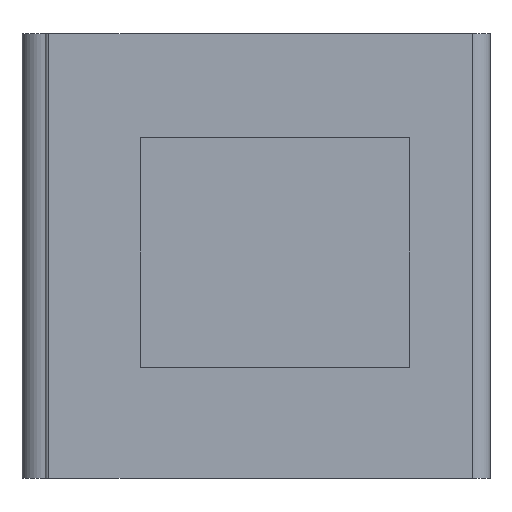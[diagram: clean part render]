
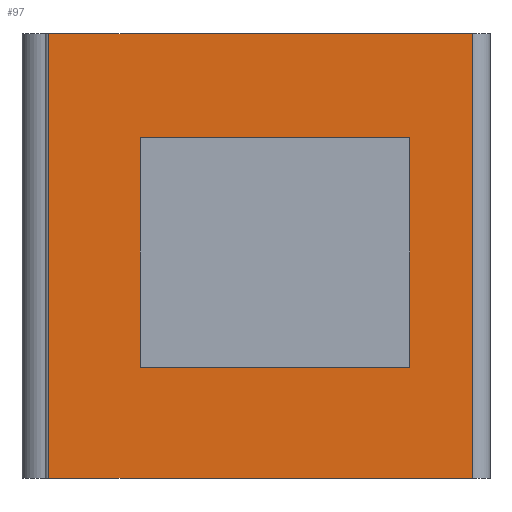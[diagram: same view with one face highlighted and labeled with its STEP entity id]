
A CAD part, front view. The second image highlights one B-rep face of the part: STEP entity #97.
In plain terms, the highlighted planar face has unit normal (0, -1, 0).
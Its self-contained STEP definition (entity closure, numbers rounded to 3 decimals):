
#97=ADVANCED_FACE('',(#156,#157),#129,.T.);
#129=PLANE('',#617);
#156=FACE_BOUND('',#160,.T.);
#157=FACE_BOUND('',#161,.T.);
#160=EDGE_LOOP('',(#194,#195,#196,#197));
#161=EDGE_LOOP('',(#198,#199,#200,#201));
#194=ORIENTED_EDGE('',*,*,#402,.F.);
#195=ORIENTED_EDGE('',*,*,#403,.T.);
#196=ORIENTED_EDGE('',*,*,#404,.T.);
#197=ORIENTED_EDGE('',*,*,#405,.T.);
#198=ORIENTED_EDGE('',*,*,#406,.T.);
#199=ORIENTED_EDGE('',*,*,#407,.T.);
#200=ORIENTED_EDGE('',*,*,#408,.T.);
#201=ORIENTED_EDGE('',*,*,#409,.T.);
#350=VERTEX_POINT('',#815);
#351=VERTEX_POINT('',#816);
#352=VERTEX_POINT('',#818);
#353=VERTEX_POINT('',#820);
#354=VERTEX_POINT('',#823);
#355=VERTEX_POINT('',#824);
#356=VERTEX_POINT('',#826);
#357=VERTEX_POINT('',#828);
#402=EDGE_CURVE('',#350,#351,#480,.T.);
#403=EDGE_CURVE('',#350,#352,#481,.T.);
#404=EDGE_CURVE('',#352,#353,#482,.T.);
#405=EDGE_CURVE('',#353,#351,#483,.T.);
#406=EDGE_CURVE('',#354,#355,#484,.T.);
#407=EDGE_CURVE('',#355,#356,#485,.T.);
#408=EDGE_CURVE('',#356,#357,#486,.T.);
#409=EDGE_CURVE('',#357,#354,#487,.T.);
#480=LINE('',#814,#548);
#481=LINE('',#817,#549);
#482=LINE('',#819,#550);
#483=LINE('',#821,#551);
#484=LINE('',#822,#552);
#485=LINE('',#825,#553);
#486=LINE('',#827,#554);
#487=LINE('',#829,#555);
#548=VECTOR('',#661,1.);
#549=VECTOR('',#662,1.);
#550=VECTOR('',#663,1.);
#551=VECTOR('',#664,1.);
#552=VECTOR('',#665,1.);
#553=VECTOR('',#666,1.);
#554=VECTOR('',#667,1.);
#555=VECTOR('',#668,1.);
#617=AXIS2_PLACEMENT_3D('',#830,#669,#670);
#661=DIRECTION('',(-1.,0.,0.));
#662=DIRECTION('',(0.,0.,1.));
#663=DIRECTION('',(-1.,0.,0.));
#664=DIRECTION('',(0.,0.,-1.));
#665=DIRECTION('',(0.,0.,1.));
#666=DIRECTION('',(1.,0.,0.));
#667=DIRECTION('',(0.,0.,-1.));
#668=DIRECTION('',(-1.,0.,0.));
#669=DIRECTION('',(0.,-1.,0.));
#670=DIRECTION('',(1.,0.,0.));
#814=CARTESIAN_POINT('',(380.,-25.,0.));
#815=CARTESIAN_POINT('',(365.,-25.,0.));
#816=CARTESIAN_POINT('',(3.,-25.,0.));
#817=CARTESIAN_POINT('',(365.,-25.,380.));
#818=CARTESIAN_POINT('',(365.,-25.,380.));
#819=CARTESIAN_POINT('',(380.,-25.,380.));
#820=CARTESIAN_POINT('',(3.,-25.,380.));
#821=CARTESIAN_POINT('',(3.,-25.,380.));
#822=CARTESIAN_POINT('',(81.078,-25.,95.));
#823=CARTESIAN_POINT('',(81.078,-25.,95.));
#824=CARTESIAN_POINT('',(81.078,-25.,290.98));
#825=CARTESIAN_POINT('',(81.078,-25.,290.98));
#826=CARTESIAN_POINT('',(311.485,-25.,290.98));
#827=CARTESIAN_POINT('',(311.485,-25.,290.98));
#828=CARTESIAN_POINT('',(311.485,-25.,95.));
#829=CARTESIAN_POINT('',(311.485,-25.,95.));
#830=CARTESIAN_POINT('',(380.,-25.,380.));
